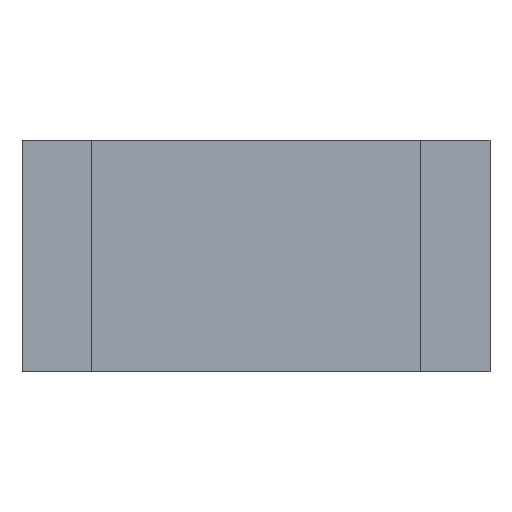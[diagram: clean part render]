
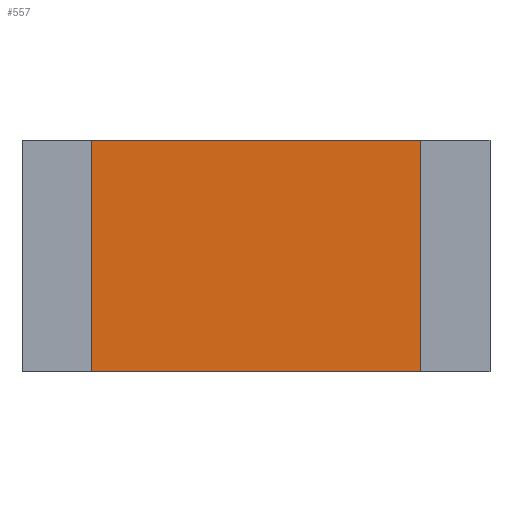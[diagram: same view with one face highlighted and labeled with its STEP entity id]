
A CAD part, top view. The second image highlights one B-rep face of the part: STEP entity #557.
In plain terms, the highlighted planar face has unit normal (0, 0, 1).
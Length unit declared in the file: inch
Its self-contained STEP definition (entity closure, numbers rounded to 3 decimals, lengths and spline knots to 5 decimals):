
#53=FACE_OUTER_BOUND('',#85,.T.);
#85=EDGE_LOOP('',(#490,#491,#492,#493));
#148=LINE('',#867,#220);
#151=LINE('',#873,#223);
#154=LINE('',#879,#226);
#157=LINE('',#883,#229);
#220=VECTOR('',#713,0.088);
#223=VECTOR('',#718,0.062);
#226=VECTOR('',#723,0.088);
#229=VECTOR('',#728,0.062);
#272=VERTEX_POINT('',#864);
#273=VERTEX_POINT('',#866);
#275=VERTEX_POINT('',#872);
#277=VERTEX_POINT('',#878);
#340=EDGE_CURVE('',#273,#272,#148,.T.);
#343=EDGE_CURVE('',#275,#273,#151,.T.);
#346=EDGE_CURVE('',#277,#275,#154,.T.);
#349=EDGE_CURVE('',#272,#277,#157,.T.);
#490=ORIENTED_EDGE('',*,*,#349,.T.);
#491=ORIENTED_EDGE('',*,*,#346,.T.);
#492=ORIENTED_EDGE('',*,*,#343,.T.);
#493=ORIENTED_EDGE('',*,*,#340,.T.);
#525=PLANE('',#594);
#557=ADVANCED_FACE('',(#53),#525,.T.);
#594=AXIS2_PLACEMENT_3D('',#885,#731,#732);
#713=DIRECTION('',(-1.,0.,0.));
#718=DIRECTION('',(0.,1.,0.));
#723=DIRECTION('',(1.,0.,0.));
#728=DIRECTION('',(0.,-1.,0.));
#731=DIRECTION('center_axis',(0.,0.,1.));
#732=DIRECTION('ref_axis',(1.,0.,0.));
#864=CARTESIAN_POINT('',(-0.06713,0.07375,0.0158));
#866=CARTESIAN_POINT('',(0.02087,0.07375,0.0158));
#867=CARTESIAN_POINT('',(-0.08513,0.07375,0.0158));
#872=CARTESIAN_POINT('',(0.02087,0.01175,0.0158));
#873=CARTESIAN_POINT('',(0.02087,0.07375,0.0158));
#878=CARTESIAN_POINT('',(-0.06713,0.01175,0.0158));
#879=CARTESIAN_POINT('',(0.03887,0.01175,0.0158));
#883=CARTESIAN_POINT('',(-0.06713,0.01175,0.0158));
#885=CARTESIAN_POINT('Origin',(-0.02313,0.04275,0.0158));
